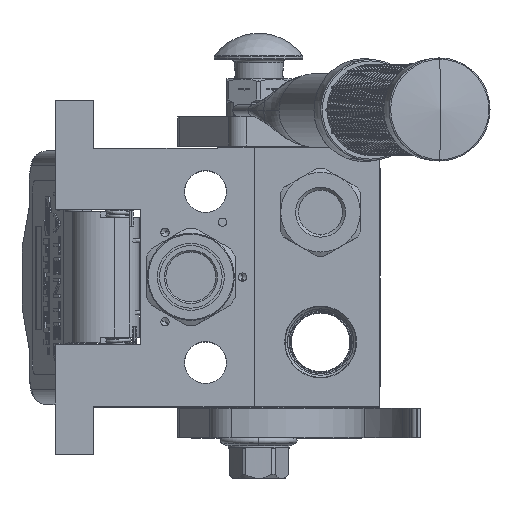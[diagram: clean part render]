
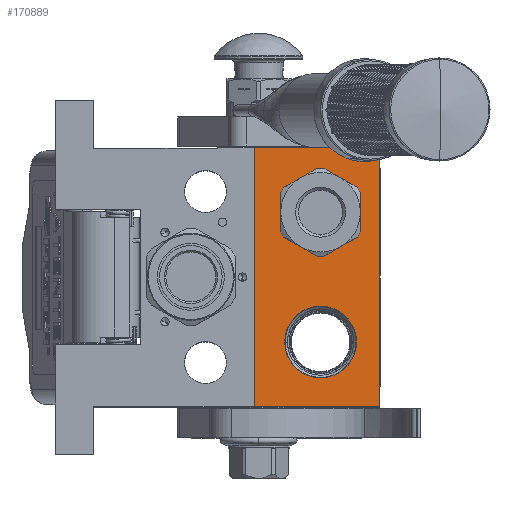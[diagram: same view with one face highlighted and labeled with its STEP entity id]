
A CAD part, top view. The second image highlights one B-rep face of the part: STEP entity #170889.
In plain terms, the highlighted face is planar.
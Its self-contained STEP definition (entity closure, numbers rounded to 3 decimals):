
#3353 = DIRECTION ( 'NONE',  ( 0., 0., -1. ) ) ;
#4368 = DIRECTION ( 'NONE',  ( 0., -1., 0. ) ) ;
#13195 = ORIENTED_EDGE ( 'NONE', *, *, #165346, .T. ) ;
#14132 = CIRCLE ( 'NONE', #14614, 12.15 ) ;
#14614 = AXIS2_PLACEMENT_3D ( 'NONE', #45573, #156794, #61856 ) ;
#14962 = CIRCLE ( 'NONE', #90514, 12.15 ) ;
#15291 = EDGE_CURVE ( 'NONE', #163789, #25836, #100581, .T. ) ;
#17963 = DIRECTION ( 'NONE',  ( 0., 0., -1. ) ) ;
#18828 = VERTEX_POINT ( 'NONE', #166611 ) ;
#18988 = CARTESIAN_POINT ( 'NONE',  ( -22., 8.9, -20. ) ) ;
#20108 = CARTESIAN_POINT ( 'NONE',  ( 22., 8.9, -20. ) ) ;
#25836 = VERTEX_POINT ( 'NONE', #166995 ) ;
#29122 = DIRECTION ( 'NONE',  ( 0., -1., 0. ) ) ;
#29242 = FACE_OUTER_BOUND ( 'NONE', #85468, .T. ) ;
#31042 = VERTEX_POINT ( 'NONE', #74112 ) ;
#37650 = CARTESIAN_POINT ( 'NONE',  ( 0., 8.9, 0. ) ) ;
#39037 = FACE_BOUND ( 'NONE', #107960, .T. ) ;
#39725 = CARTESIAN_POINT ( 'NONE',  ( -44., 8.9, 0. ) ) ;
#40343 = EDGE_CURVE ( 'NONE', #103686, #31042, #14962, .T. ) ;
#43879 = FACE_BOUND ( 'NONE', #65322, .T. ) ;
#45573 = CARTESIAN_POINT ( 'NONE',  ( 22., 8.9, -20. ) ) ;
#48910 = DIRECTION ( 'NONE',  ( 0., -1., 0. ) ) ;
#50768 = EDGE_CURVE ( 'NONE', #146873, #18828, #14132, .T. ) ;
#50868 = EDGE_CURVE ( 'NONE', #31042, #103686, #193957, .T. ) ;
#53420 = DIRECTION ( 'NONE',  ( 0., 0., -1. ) ) ;
#54632 = LINE ( 'NONE', #82167, #132249 ) ;
#55197 = VECTOR ( 'NONE', #17963, 1000. ) ;
#57539 = ORIENTED_EDGE ( 'NONE', *, *, #88673, .F. ) ;
#61856 = DIRECTION ( 'NONE',  ( 0., 0., 1. ) ) ;
#65322 = EDGE_LOOP ( 'NONE', ( #103259, #68921 ) ) ;
#68921 = ORIENTED_EDGE ( 'NONE', *, *, #40343, .F. ) ;
#74112 = CARTESIAN_POINT ( 'NONE',  ( -22., 8.9, -32.15 ) ) ;
#77499 = ORIENTED_EDGE ( 'NONE', *, *, #15291, .T. ) ;
#77757 = VERTEX_POINT ( 'NONE', #180351 ) ;
#78569 = CARTESIAN_POINT ( 'NONE',  ( -22., 8.9, -20. ) ) ;
#78715 = VECTOR ( 'NONE', #158836, 1000. ) ;
#82167 = CARTESIAN_POINT ( 'NONE',  ( 44., 8.9, 0. ) ) ;
#85468 = EDGE_LOOP ( 'NONE', ( #13195, #77499, #57539, #147266 ) ) ;
#88673 = EDGE_CURVE ( 'NONE', #77757, #25836, #54632, .T. ) ;
#90514 = AXIS2_PLACEMENT_3D ( 'NONE', #78569, #29122, #124056 ) ;
#94457 = AXIS2_PLACEMENT_3D ( 'NONE', #37650, #145521, #112941 ) ;
#96584 = CARTESIAN_POINT ( 'NONE',  ( -44., 8.9, -42.5 ) ) ;
#98447 = CARTESIAN_POINT ( 'NONE',  ( -44., 8.9, -42.5 ) ) ;
#100581 = LINE ( 'NONE', #98447, #78715 ) ;
#103259 = ORIENTED_EDGE ( 'NONE', *, *, #50868, .F. ) ;
#103686 = VERTEX_POINT ( 'NONE', #181405 ) ;
#104521 = DIRECTION ( 'NONE',  ( 1., 0., 0. ) ) ;
#107960 = EDGE_LOOP ( 'NONE', ( #169566, #109659 ) ) ;
#109659 = ORIENTED_EDGE ( 'NONE', *, *, #50768, .F. ) ;
#109963 = CARTESIAN_POINT ( 'NONE',  ( -44., 8.9, 0. ) ) ;
#111002 = LINE ( 'NONE', #122541, #55197 ) ;
#112941 = DIRECTION ( 'NONE',  ( 1., 0., 0. ) ) ;
#121377 = VECTOR ( 'NONE', #104521, 1000. ) ;
#121428 = AXIS2_PLACEMENT_3D ( 'NONE', #20108, #4368, #53420 ) ;
#122541 = CARTESIAN_POINT ( 'NONE',  ( -44., 8.9, 0. ) ) ;
#123417 = EDGE_CURVE ( 'NONE', #201654, #77757, #128600, .T. ) ;
#124056 = DIRECTION ( 'NONE',  ( 0., 0., 1. ) ) ;
#126904 = DIRECTION ( 'NONE',  ( 0., 0., -1. ) ) ;
#127889 = PLANE ( 'NONE',  #94457 ) ;
#128600 = LINE ( 'NONE', #109963, #121377 ) ;
#132146 = CIRCLE ( 'NONE', #121428, 12.15 ) ;
#132249 = VECTOR ( 'NONE', #3353, 1000. ) ;
#145521 = DIRECTION ( 'NONE',  ( 0., -1., 0. ) ) ;
#146873 = VERTEX_POINT ( 'NONE', #148539 ) ;
#147266 = ORIENTED_EDGE ( 'NONE', *, *, #123417, .F. ) ;
#148539 = CARTESIAN_POINT ( 'NONE',  ( 22., 8.9, -7.85 ) ) ;
#156794 = DIRECTION ( 'NONE',  ( 0., -1., 0. ) ) ;
#158836 = DIRECTION ( 'NONE',  ( 1., 0., 0. ) ) ;
#163789 = VERTEX_POINT ( 'NONE', #96584 ) ;
#165346 = EDGE_CURVE ( 'NONE', #201654, #163789, #111002, .T. ) ;
#166611 = CARTESIAN_POINT ( 'NONE',  ( 22., 8.9, -32.15 ) ) ;
#166995 = CARTESIAN_POINT ( 'NONE',  ( 44., 8.9, -42.5 ) ) ;
#169566 = ORIENTED_EDGE ( 'NONE', *, *, #191522, .F. ) ;
#170889 = ADVANCED_FACE ( 'NONE', ( #39037, #43879, #29242 ), #127889, .T. ) ;
#180351 = CARTESIAN_POINT ( 'NONE',  ( 44., 8.9, 0. ) ) ;
#181405 = CARTESIAN_POINT ( 'NONE',  ( -22., 8.9, -7.85 ) ) ;
#191522 = EDGE_CURVE ( 'NONE', #18828, #146873, #132146, .T. ) ;
#193957 = CIRCLE ( 'NONE', #198093, 12.15 ) ;
#198093 = AXIS2_PLACEMENT_3D ( 'NONE', #18988, #48910, #126904 ) ;
#201654 = VERTEX_POINT ( 'NONE', #39725 ) ;
